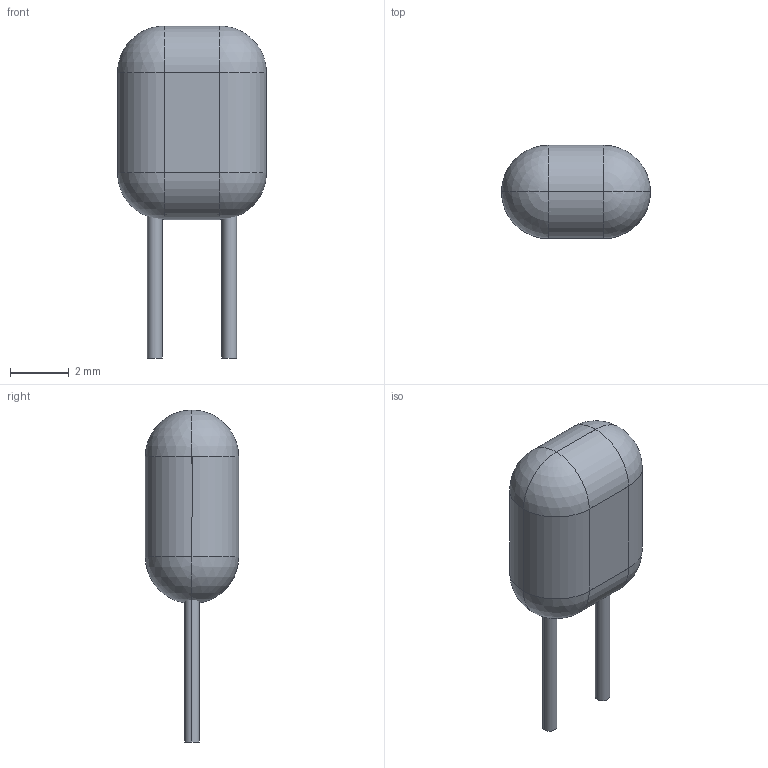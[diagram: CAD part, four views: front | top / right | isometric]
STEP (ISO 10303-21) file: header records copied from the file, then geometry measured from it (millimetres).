
FILE_DESCRIPTION((''),'2;1');
FILE_NAME('CAPRR254-318X508X812.stp','2008-12-16T14:12:44',(''),(''),'Mechanical Desktop 2006','Mechanical Desktop 2006',', , ');
FILE_SCHEMA(('AUTOMOTIVE_DESIGN { 1 2 10303 214 0 1 1 1 }'));
Length unit declared in the file: millimetre
Products named in the file (1): Product
Bounding box: 5.08 x 3.18 x 11.32 mm (x, y, z)
Volume: 132.7 mm3; surface area: 313.3 mm2
Topology: 11 solids, 11 shells, 50 faces, 106 edges, 64 vertices
Faces by surface type: plane 22, sphere 16, cylinder 12
Entity records: 1218 total; most frequent: DIRECTION 228, CARTESIAN_POINT 187, ORIENTED_EDGE 160, AXIS2_PLACEMENT_3D 95, EDGE_CURVE 80, VERTEX_POINT 52, EDGE_LOOP 50, FACE_OUTER_BOUND 50
